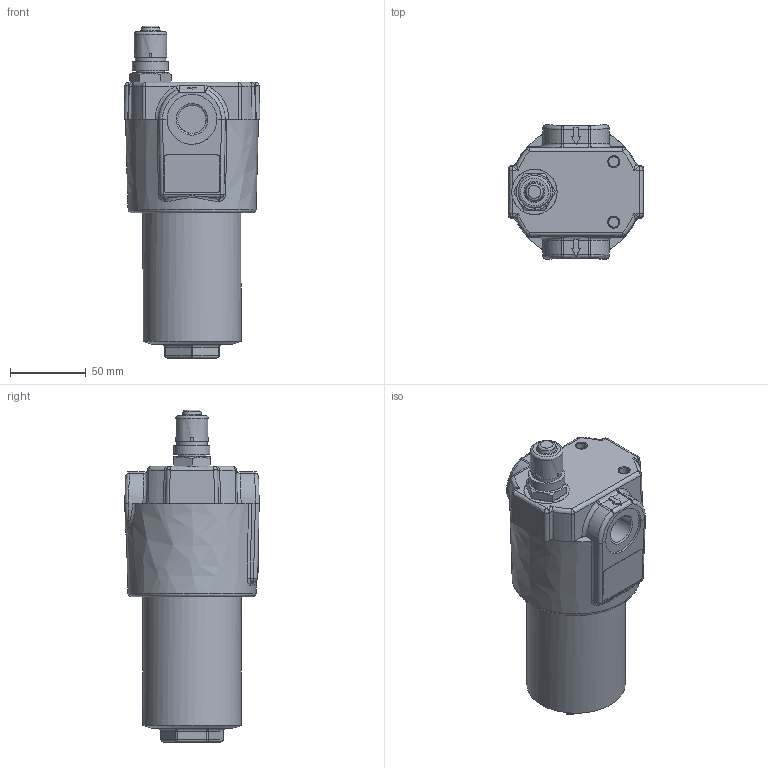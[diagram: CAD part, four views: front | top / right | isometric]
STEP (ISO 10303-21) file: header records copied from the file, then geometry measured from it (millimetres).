
FILE_DESCRIPTION((''),'2;1');
FILE_NAME('HD049-166OD1_33653200-.stp', '2016-03-16T14:21:09',('User'),('SDRC'),'I-DEAS Master Series 9','UNIX', 'Yes');
FILE_SCHEMA(('AUTOMOTIVE_DESIGN { 1 0 10303 214 1 1 1 1 }'));
Length unit declared in the file: millimetre
Products named in the file (1): 33653200-
Bounding box: 90 x 89 x 219.8 mm (x, y, z)
Volume: 815472 mm3; surface area: 60660.8 mm2
Topology: 1 solids, 1 shells, 287 faces, 689 edges, 389 vertices
Faces by surface type: bspline 287
Entity records: 10160 total; most frequent: CARTESIAN_POINT 6300, ORIENTED_EDGE 1318, EDGE_CURVE 659, VERTEX_POINT 389, B_SPLINE_CURVE_WITH_KNOTS 385, EDGE_LOOP 302, FACE_OUTER_BOUND 287, ADVANCED_FACE 287
